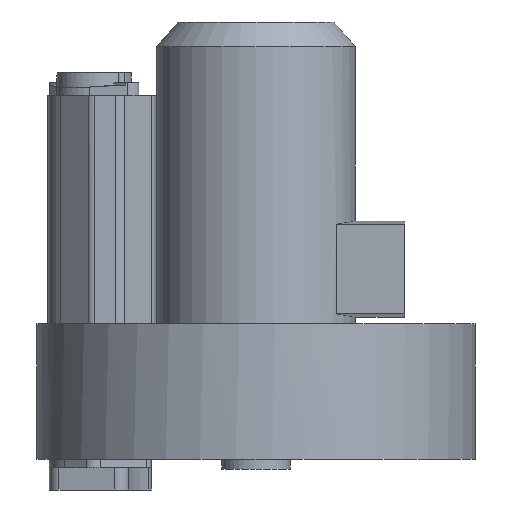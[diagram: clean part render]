
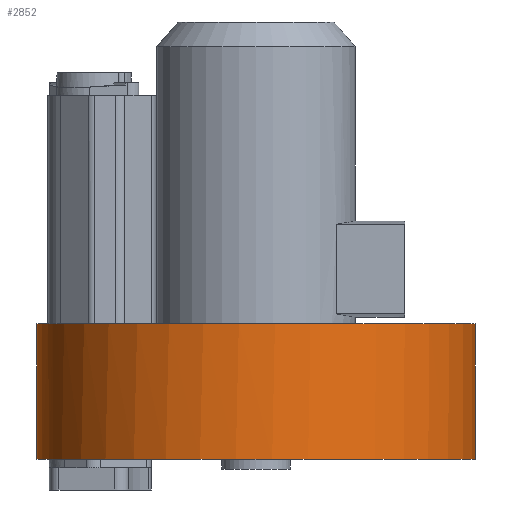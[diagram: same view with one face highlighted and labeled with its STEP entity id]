
A CAD part, front view. The second image highlights one B-rep face of the part: STEP entity #2852.
In plain terms, the highlighted cylindrical face has radius 195 mm (diameter 390 mm), a partial arc.
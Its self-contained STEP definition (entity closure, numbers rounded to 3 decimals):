
#293=CARTESIAN_POINT('',(0.,0.,90.));
#294=DIRECTION('',(0.,0.,-1.));
#295=DIRECTION('',(1.,0.,0.));
#296=AXIS2_PLACEMENT_3D('',#293,#294,#295);
#359=CARTESIAN_POINT('',(0.,0.,90.));
#360=DIRECTION('',(0.,0.,-1.));
#361=DIRECTION('',(-0.95,-0.312,0.));
#362=AXIS2_PLACEMENT_3D('',#359,#360,#361);
#722=CARTESIAN_POINT('',(0.,0.,-30.6));
#723=DIRECTION('',(0.,0.,1.));
#724=DIRECTION('',(-0.943,-0.332,0.));
#725=AXIS2_PLACEMENT_3D('',#722,#723,#724);
#727=CARTESIAN_POINT('',(0.,0.,-30.6));
#728=DIRECTION('',(0.,0.,1.));
#729=DIRECTION('',(-1.,0.,0.));
#730=AXIS2_PLACEMENT_3D('',#727,#728,#729);
#732=DIRECTION('',(0.,0.,1.));
#733=VECTOR('',#732,120.6);
#734=CARTESIAN_POINT('',(-195.,0.,-30.6));
#735=LINE('',#734,#733);
#736=DIRECTION('',(0.,0.,-1.));
#737=VECTOR('',#736,120.6);
#738=CARTESIAN_POINT('',(195.,0.,90.));
#739=LINE('',#738,#737);
#740=CARTESIAN_POINT('',(0.,0.,-30.6));
#741=DIRECTION('',(0.,0.,1.));
#742=DIRECTION('',(-0.887,-0.462,0.));
#743=AXIS2_PLACEMENT_3D('',#740,#741,#742);
#836=CARTESIAN_POINT('',(0.,0.,90.));
#837=DIRECTION('',(0.,0.,-1.));
#838=DIRECTION('',(-0.876,-0.482,0.));
#839=AXIS2_PLACEMENT_3D('',#836,#837,#838);
#1652=CARTESIAN_POINT('',(195.,0.,90.));
#1653=VERTEX_POINT('',#1652);
#1654=CARTESIAN_POINT('',(-170.877,-93.947,90.));
#1655=VERTEX_POINT('',#1654);
#1679=CARTESIAN_POINT('',(-185.246,-60.9,90.));
#1680=VERTEX_POINT('',#1679);
#1879=CARTESIAN_POINT('',(195.,0.,-30.6));
#1880=VERTEX_POINT('',#1879);
#1881=CARTESIAN_POINT('',(-195.,0.,-30.6));
#1882=CARTESIAN_POINT('',(-195.,0.,90.));
#1883=VERTEX_POINT('',#1881);
#1884=VERTEX_POINT('',#1882);
#1969=CARTESIAN_POINT('',(-183.937,-64.748,
-30.6));
#1970=CARTESIAN_POINT('',(-172.917,-90.137,
-30.6));
#1971=VERTEX_POINT('',#1969);
#1972=VERTEX_POINT('',#1970);
#2835=CARTESIAN_POINT('',(0.,0.,0.));
#2836=DIRECTION('',(0.,0.,1.));
#2837=DIRECTION('',(-1.,0.,0.));
#2838=AXIS2_PLACEMENT_3D('',#2835,#2836,#2837);
#2839=CYLINDRICAL_SURFACE('',#2838,195.);
#2841=ORIENTED_EDGE('',*,*,#2840,.F.);
#2842=ORIENTED_EDGE('',*,*,#2439,.F.);
#2843=ORIENTED_EDGE('',*,*,#2379,.T.);
#2844=ORIENTED_EDGE('',*,*,#2353,.F.);
#2846=ORIENTED_EDGE('',*,*,#2845,.F.);
#2847=ORIENTED_EDGE('',*,*,#2326,.F.);
#2848=ORIENTED_EDGE('',*,*,#2373,.T.);
#2849=ORIENTED_EDGE('',*,*,#2463,.F.);
#2850=EDGE_LOOP('',(#2841,#2842,#2843,#2844,#2846,#2847,#2848,#2849));
#2851=FACE_OUTER_BOUND('',#2850,.F.);
#2852=ADVANCED_FACE('',(#2851),#2839,.T.);
#297=CIRCLE('',#296,195.);
#363=CIRCLE('',#362,195.);
#726=CIRCLE('',#725,195.);
#731=CIRCLE('',#730,195.);
#744=CIRCLE('',#743,195.);
#840=CIRCLE('',#839,195.);
#2326=EDGE_CURVE('',#1653,#1655,#297,.T.);
#2353=EDGE_CURVE('',#1680,#1884,#363,.T.);
#2373=EDGE_CURVE('',#1653,#1880,#739,.T.);
#2379=EDGE_CURVE('',#1883,#1884,#735,.T.);
#2439=EDGE_CURVE('',#1883,#1971,#731,.T.);
#2463=EDGE_CURVE('',#1972,#1880,#744,.T.);
#2840=EDGE_CURVE('',#1971,#1972,#726,.T.);
#2845=EDGE_CURVE('',#1655,#1680,#840,.T.);
